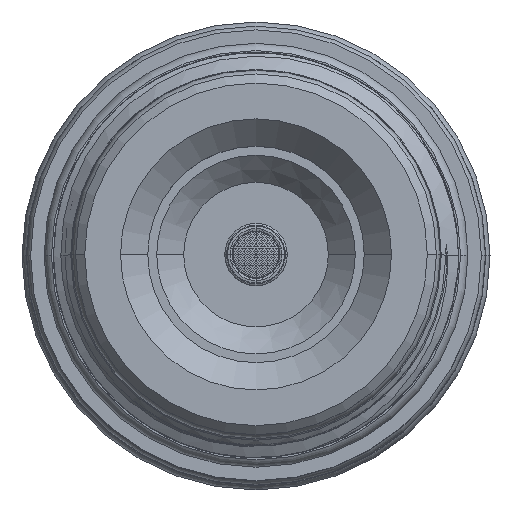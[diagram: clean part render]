
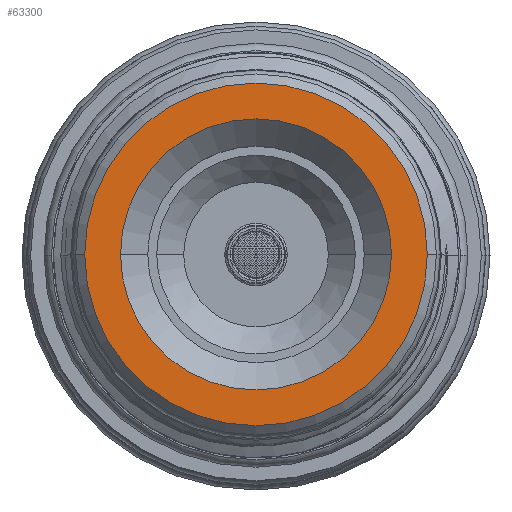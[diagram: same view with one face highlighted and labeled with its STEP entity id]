
A CAD part, top view. The second image highlights one B-rep face of the part: STEP entity #63300.
In plain terms, the highlighted planar face has unit normal (0, 0, 1).
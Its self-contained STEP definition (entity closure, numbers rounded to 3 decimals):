
#1832 = AXIS2_PLACEMENT_3D ( 'NONE', #34756, #33735, #27304 ) ;
#2283 = AXIS2_PLACEMENT_3D ( 'NONE', #69804, #23261, #7991 ) ;
#7991 = DIRECTION ( 'NONE',  ( -1., 0., 0. ) ) ;
#9083 = CARTESIAN_POINT ( 'NONE',  ( 11.925, 0., 125.36 ) ) ;
#9108 = FACE_OUTER_BOUND ( 'NONE', #46343, .T. ) ;
#11804 = EDGE_CURVE ( 'NONE', #51651, #24557, #50931, .T. ) ;
#14170 = CARTESIAN_POINT ( 'NONE',  ( 15.075, 0., 125.36 ) ) ;
#23261 = DIRECTION ( 'NONE',  ( 0., 0., -1. ) ) ;
#23891 = DIRECTION ( 'NONE',  ( 1., 0., 0. ) ) ;
#24557 = VERTEX_POINT ( 'NONE', #96952 ) ;
#27304 = DIRECTION ( 'NONE',  ( 1., 0., 0. ) ) ;
#28274 = ORIENTED_EDGE ( 'NONE', *, *, #41450, .F. ) ;
#31389 = EDGE_LOOP ( 'NONE', ( #63377, #71537 ) ) ;
#32159 = EDGE_CURVE ( 'NONE', #90313, #36902, #77256, .T. ) ;
#33634 = DIRECTION ( 'NONE',  ( 0., 0., 1. ) ) ;
#33735 = DIRECTION ( 'NONE',  ( 0., 0., 1. ) ) ;
#34756 = CARTESIAN_POINT ( 'NONE',  ( -15.075, 0., 125.36 ) ) ;
#36902 = VERTEX_POINT ( 'NONE', #89363 ) ;
#41450 = EDGE_CURVE ( 'NONE', #24557, #51651, #86196, .T. ) ;
#46343 = EDGE_LOOP ( 'NONE', ( #28274, #54872 ) ) ;
#46951 = CARTESIAN_POINT ( 'NONE',  ( 0., 0., 125.36 ) ) ;
#47290 = DIRECTION ( 'NONE',  ( 0., 0., 1. ) ) ;
#49579 = DIRECTION ( 'NONE',  ( 1., 0., 0. ) ) ;
#50931 = CIRCLE ( 'NONE', #58046, 15.075 ) ;
#51651 = VERTEX_POINT ( 'NONE', #14170 ) ;
#54872 = ORIENTED_EDGE ( 'NONE', *, *, #11804, .F. ) ;
#56742 = CARTESIAN_POINT ( 'NONE',  ( 0., 0., 125.36 ) ) ;
#58046 = AXIS2_PLACEMENT_3D ( 'NONE', #74718, #59450, #75053 ) ;
#59450 = DIRECTION ( 'NONE',  ( 0., 0., -1. ) ) ;
#63300 = ADVANCED_FACE ( 'NONE', ( #9108, #99046 ), #97230, .T. ) ;
#63377 = ORIENTED_EDGE ( 'NONE', *, *, #32159, .F. ) ;
#63943 = CIRCLE ( 'NONE', #93989, 11.925 ) ;
#69804 = CARTESIAN_POINT ( 'NONE',  ( 0., 0., 125.36 ) ) ;
#71537 = ORIENTED_EDGE ( 'NONE', *, *, #81193, .F. ) ;
#74718 = CARTESIAN_POINT ( 'NONE',  ( 0., 0., 125.36 ) ) ;
#75053 = DIRECTION ( 'NONE',  ( -1., 0., 0. ) ) ;
#77256 = CIRCLE ( 'NONE', #91838, 11.925 ) ;
#81193 = EDGE_CURVE ( 'NONE', #36902, #90313, #63943, .T. ) ;
#86196 = CIRCLE ( 'NONE', #2283, 15.075 ) ;
#89363 = CARTESIAN_POINT ( 'NONE',  ( -11.925, 0., 125.36 ) ) ;
#90313 = VERTEX_POINT ( 'NONE', #9083 ) ;
#91838 = AXIS2_PLACEMENT_3D ( 'NONE', #56742, #33634, #49579 ) ;
#93989 = AXIS2_PLACEMENT_3D ( 'NONE', #46951, #47290, #23891 ) ;
#96952 = CARTESIAN_POINT ( 'NONE',  ( -15.075, 0., 125.36 ) ) ;
#97230 = PLANE ( 'NONE',  #1832 ) ;
#99046 = FACE_BOUND ( 'NONE', #31389, .T. ) ;
